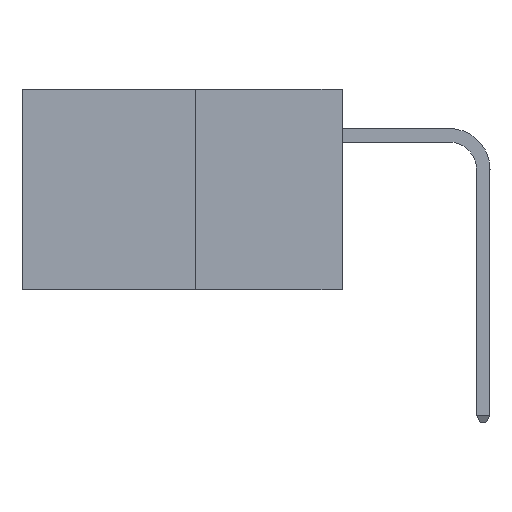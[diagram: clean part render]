
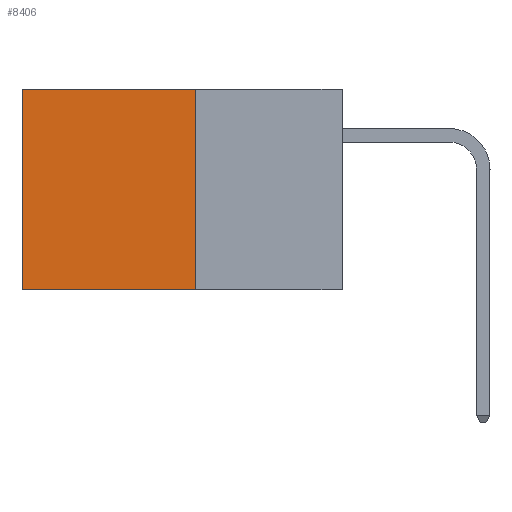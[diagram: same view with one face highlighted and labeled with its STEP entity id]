
A CAD part, left-side view. The second image highlights one B-rep face of the part: STEP entity #8406.
In plain terms, the highlighted planar face has unit normal (-1, 0, 0).
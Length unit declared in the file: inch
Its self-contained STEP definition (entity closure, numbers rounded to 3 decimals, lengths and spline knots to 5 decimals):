
#241 = ORIENTED_EDGE ( 'NONE', *, *, #8345, .F. ) ;
#981 = LINE ( 'NONE', #5707, #14155 ) ;
#1818 = EDGE_CURVE ( 'NONE', #6731, #21786, #19944, .T. ) ;
#2112 = VECTOR ( 'NONE', #10487, 39.37008 ) ;
#2727 = CARTESIAN_POINT ( 'NONE',  ( 0.277, 0.27, -0.37 ) ) ;
#3205 = ORIENTED_EDGE ( 'NONE', *, *, #1818, .T. ) ;
#3780 = CARTESIAN_POINT ( 'NONE',  ( 0.277, 0.27, -0.37 ) ) ;
#4542 = FACE_OUTER_BOUND ( 'NONE', #5227, .T. ) ;
#4635 = CARTESIAN_POINT ( 'NONE',  ( 0.277, 0.27, -0.37 ) ) ;
#5120 = VERTEX_POINT ( 'NONE', #14735 ) ;
#5162 = CARTESIAN_POINT ( 'NONE',  ( 0.277, 0.59, 0. ) ) ;
#5227 = EDGE_LOOP ( 'NONE', ( #14878, #7699, #241, #3205 ) ) ;
#5445 = EDGE_CURVE ( 'NONE', #18217, #5120, #16358, .T. ) ;
#5707 = CARTESIAN_POINT ( 'NONE',  ( 0.277, 0.59, -0.37 ) ) ;
#6731 = VERTEX_POINT ( 'NONE', #18717 ) ;
#7053 = CARTESIAN_POINT ( 'NONE',  ( 0.277, 0.27, -0.37 ) ) ;
#7699 = ORIENTED_EDGE ( 'NONE', *, *, #5445, .F. ) ;
#7988 = DIRECTION ( 'NONE',  ( 0., 0., -1. ) ) ;
#8345 = EDGE_CURVE ( 'NONE', #6731, #18217, #14594, .T. ) ;
#8406 = ADVANCED_FACE ( 'NONE', ( #4542 ), #21068, .F. ) ;
#9594 = VECTOR ( 'NONE', #10174, 39.37008 ) ;
#10174 = DIRECTION ( 'NONE',  ( 0., 0., -1. ) ) ;
#10487 = DIRECTION ( 'NONE',  ( 0., 1., 0. ) ) ;
#11964 = EDGE_CURVE ( 'NONE', #21786, #5120, #981, .T. ) ;
#14155 = VECTOR ( 'NONE', #15816, 39.37008 ) ;
#14594 = LINE ( 'NONE', #4635, #9594 ) ;
#14735 = CARTESIAN_POINT ( 'NONE',  ( 0.277, 0.59, -0.37 ) ) ;
#14878 = ORIENTED_EDGE ( 'NONE', *, *, #11964, .T. ) ;
#15816 = DIRECTION ( 'NONE',  ( 0., 0., -1. ) ) ;
#16358 = LINE ( 'NONE', #3780, #20377 ) ;
#17919 = DIRECTION ( 'NONE',  ( 1., 0., 0. ) ) ;
#18217 = VERTEX_POINT ( 'NONE', #7053 ) ;
#18419 = DIRECTION ( 'NONE',  ( 0., 1., 0. ) ) ;
#18650 = CARTESIAN_POINT ( 'NONE',  ( 0.277, 0.27, 0. ) ) ;
#18717 = CARTESIAN_POINT ( 'NONE',  ( 0.277, 0.27, 0. ) ) ;
#18808 = AXIS2_PLACEMENT_3D ( 'NONE', #2727, #17919, #7988 ) ;
#19944 = LINE ( 'NONE', #18650, #2112 ) ;
#20377 = VECTOR ( 'NONE', #18419, 39.37008 ) ;
#21068 = PLANE ( 'NONE',  #18808 ) ;
#21786 = VERTEX_POINT ( 'NONE', #5162 ) ;
